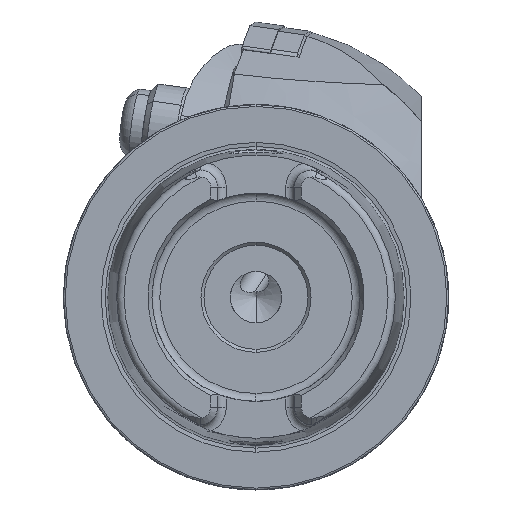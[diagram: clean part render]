
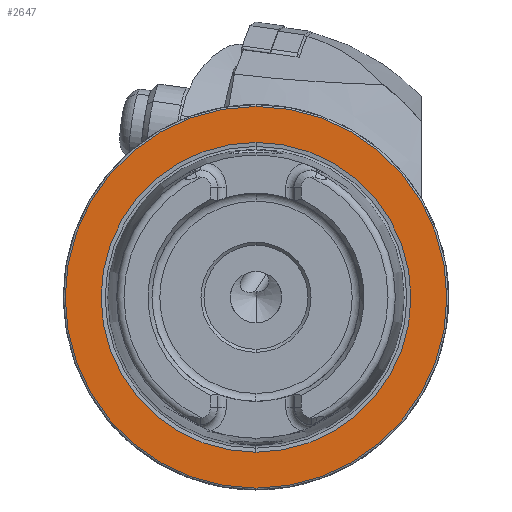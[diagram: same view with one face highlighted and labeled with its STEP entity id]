
A CAD part, left-side view. The second image highlights one B-rep face of the part: STEP entity #2647.
In plain terms, the highlighted planar face has unit normal (-1, 0, 0).
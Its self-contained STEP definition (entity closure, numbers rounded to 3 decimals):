
#330 = CARTESIAN_POINT ( 'NONE',  ( 0., 0., 31.2 ) ) ;
#359 = VERTEX_POINT ( 'NONE', #16635 ) ;
#691 = DIRECTION ( 'NONE',  ( -1., 0., 0. ) ) ;
#1002 = CIRCLE ( 'NONE', #6103, 31.2 ) ;
#2130 = CARTESIAN_POINT ( 'NONE',  ( 0., 0., 0. ) ) ;
#2457 = ORIENTED_EDGE ( 'NONE', *, *, #11756, .T. ) ;
#2647 = ADVANCED_FACE ( 'NONE', ( #17077, #2679 ), #10055, .F. ) ;
#2657 = CARTESIAN_POINT ( 'NONE',  ( 0., 0., 0. ) ) ;
#2679 = FACE_OUTER_BOUND ( 'NONE', #10878, .T. ) ;
#2750 = CARTESIAN_POINT ( 'NONE',  ( 0., 0., -25.324 ) ) ;
#4271 = DIRECTION ( 'NONE',  ( 1., 0., 0. ) ) ;
#4341 = CARTESIAN_POINT ( 'NONE',  ( 0., 0., -31.2 ) ) ;
#4745 = AXIS2_PLACEMENT_3D ( 'NONE', #7840, #6204, #16313 ) ;
#4832 = ORIENTED_EDGE ( 'NONE', *, *, #15493, .F. ) ;
#5133 = ORIENTED_EDGE ( 'NONE', *, *, #13482, .F. ) ;
#6103 = AXIS2_PLACEMENT_3D ( 'NONE', #10598, #16173, #6130 ) ;
#6130 = DIRECTION ( 'NONE',  ( 0., 0., 1. ) ) ;
#6204 = DIRECTION ( 'NONE',  ( -1., 0., 0. ) ) ;
#7069 = DIRECTION ( 'NONE',  ( 0., 0., 1. ) ) ;
#7840 = CARTESIAN_POINT ( 'NONE',  ( 0., 0., 0. ) ) ;
#8725 = CIRCLE ( 'NONE', #4745, 31.2 ) ;
#9323 = VERTEX_POINT ( 'NONE', #330 ) ;
#9540 = CIRCLE ( 'NONE', #10595, 25.324 ) ;
#10055 = PLANE ( 'NONE',  #16311 ) ;
#10595 = AXIS2_PLACEMENT_3D ( 'NONE', #2130, #691, #16519 ) ;
#10598 = CARTESIAN_POINT ( 'NONE',  ( 0., 0., 0. ) ) ;
#10878 = EDGE_LOOP ( 'NONE', ( #18345, #2457 ) ) ;
#10979 = VERTEX_POINT ( 'NONE', #4341 ) ;
#11512 = CARTESIAN_POINT ( 'NONE',  ( 0., 31.2, 0. ) ) ;
#11756 = EDGE_CURVE ( 'NONE', #10979, #9323, #8725, .T. ) ;
#12688 = DIRECTION ( 'NONE',  ( -1., 0., 0. ) ) ;
#13135 = EDGE_CURVE ( 'NONE', #9323, #10979, #1002, .T. ) ;
#13482 = EDGE_CURVE ( 'NONE', #17175, #359, #18319, .T. ) ;
#14292 = DIRECTION ( 'NONE',  ( 0., 0., -1. ) ) ;
#15493 = EDGE_CURVE ( 'NONE', #359, #17175, #9540, .T. ) ;
#16173 = DIRECTION ( 'NONE',  ( -1., 0., 0. ) ) ;
#16311 = AXIS2_PLACEMENT_3D ( 'NONE', #11512, #4271, #14292 ) ;
#16313 = DIRECTION ( 'NONE',  ( 0., 0., 1. ) ) ;
#16519 = DIRECTION ( 'NONE',  ( 0., 0., 1. ) ) ;
#16635 = CARTESIAN_POINT ( 'NONE',  ( 0., 0., 25.324 ) ) ;
#17029 = EDGE_LOOP ( 'NONE', ( #4832, #5133 ) ) ;
#17077 = FACE_BOUND ( 'NONE', #17029, .T. ) ;
#17175 = VERTEX_POINT ( 'NONE', #2750 ) ;
#17779 = AXIS2_PLACEMENT_3D ( 'NONE', #2657, #12688, #7069 ) ;
#18319 = CIRCLE ( 'NONE', #17779, 25.324 ) ;
#18345 = ORIENTED_EDGE ( 'NONE', *, *, #13135, .T. ) ;
